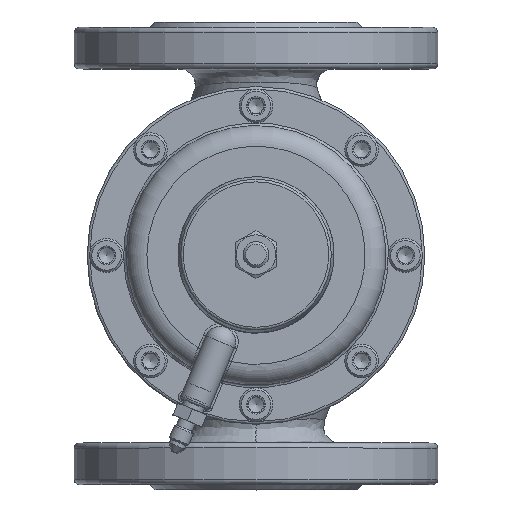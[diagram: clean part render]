
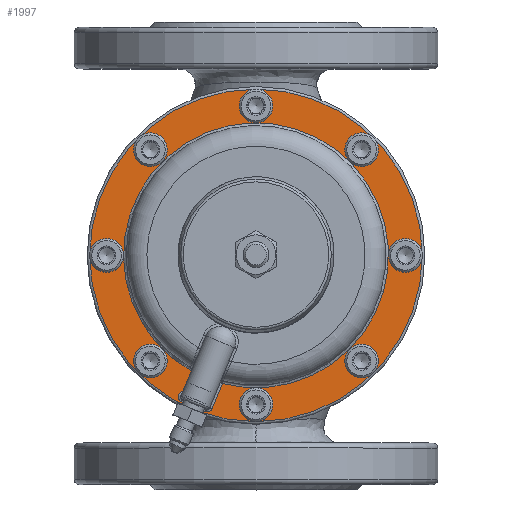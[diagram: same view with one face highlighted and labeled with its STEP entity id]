
A CAD part, top view. The second image highlights one B-rep face of the part: STEP entity #1997.
In plain terms, the highlighted face is planar.
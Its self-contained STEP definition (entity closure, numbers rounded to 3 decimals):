
#1997=ADVANCED_FACE('',(#9405,#9407,#9409,#9411,#9413,#9415,#9417,#9419,#9421,#9423),
#9425,.T.);
#9405=FACE_BOUND('',#9406,.T.);
#9406=EDGE_LOOP('',(#16962));
#9407=FACE_BOUND('',#9408,.T.);
#9408=EDGE_LOOP('',(#16963,#16964,#16965,#16966,#16967,#16968));
#9409=FACE_BOUND('',#9410,.T.);
#9410=EDGE_LOOP('',(#16969));
#9411=FACE_BOUND('',#9412,.T.);
#9412=EDGE_LOOP('',(#16970));
#9413=FACE_BOUND('',#9414,.T.);
#9414=EDGE_LOOP('',(#16971));
#9415=FACE_BOUND('',#9416,.T.);
#9416=EDGE_LOOP('',(#16972));
#9417=FACE_BOUND('',#9418,.T.);
#9418=EDGE_LOOP('',(#16973));
#9419=FACE_BOUND('',#9420,.T.);
#9420=EDGE_LOOP('',(#16974));
#9421=FACE_BOUND('',#9422,.T.);
#9422=EDGE_LOOP('',(#16975));
#9423=FACE_BOUND('',#9424,.T.);
#9424=EDGE_LOOP('',(#16976));
#9425=PLANE('',#9426);
#9426=AXIS2_PLACEMENT_3D('',#9427,#9428,#9429);
#9427=CARTESIAN_POINT('',(0.,72.,0.));
#9428=DIRECTION('',(0.,1.,0.));
#9429=DIRECTION('',(1.,0.,0.));
#16962=ORIENTED_EDGE('',*,*,#18347,.T.);
#16963=ORIENTED_EDGE('',*,*,#18348,.F.);
#16964=ORIENTED_EDGE('',*,*,#18329,.F.);
#16965=ORIENTED_EDGE('',*,*,#18349,.F.);
#16966=ORIENTED_EDGE('',*,*,#18350,.F.);
#16967=ORIENTED_EDGE('',*,*,#18351,.F.);
#16968=ORIENTED_EDGE('',*,*,#18352,.F.);
#16969=ORIENTED_EDGE('',*,*,#18353,.T.);
#16970=ORIENTED_EDGE('',*,*,#18354,.T.);
#16971=ORIENTED_EDGE('',*,*,#18355,.T.);
#16972=ORIENTED_EDGE('',*,*,#18356,.T.);
#16973=ORIENTED_EDGE('',*,*,#18357,.T.);
#16974=ORIENTED_EDGE('',*,*,#18358,.T.);
#16975=ORIENTED_EDGE('',*,*,#18359,.T.);
#16976=ORIENTED_EDGE('',*,*,#18360,.T.);
#18329=EDGE_CURVE('',#19147,#19140,#19149,.T.);
#18347=EDGE_CURVE('',#19182,#19182,#19183,.T.);
#18348=EDGE_CURVE('',#19140,#19184,#19185,.F.);
#18349=EDGE_CURVE('',#19186,#19147,#19187,.T.);
#18350=EDGE_CURVE('',#19188,#19186,#19189,.T.);
#18351=EDGE_CURVE('',#19190,#19188,#19191,.F.);
#18352=EDGE_CURVE('',#19184,#19190,#19192,.T.);
#18353=EDGE_CURVE('',#19193,#19193,#19194,.F.);
#18354=EDGE_CURVE('',#19195,#19195,#19196,.F.);
#18355=EDGE_CURVE('',#19197,#19197,#19198,.F.);
#18356=EDGE_CURVE('',#19199,#19199,#19200,.F.);
#18357=EDGE_CURVE('',#19201,#19201,#19202,.F.);
#18358=EDGE_CURVE('',#19203,#19203,#19204,.F.);
#18359=EDGE_CURVE('',#19205,#19205,#19206,.F.);
#18360=EDGE_CURVE('',#19207,#19207,#19208,.F.);
#19140=VERTEX_POINT('',#26925);
#19147=VERTEX_POINT('',#27037);
#19149=LINE('',#27045,#27046);
#19182=VERTEX_POINT('',#27228);
#19183=CIRCLE('',#27229,64.);
#19184=VERTEX_POINT('',#27233);
#19185=CIRCLE('',#27234,2.);
#19186=VERTEX_POINT('',#27238);
#19187=CIRCLE('',#27239,51.);
#19188=VERTEX_POINT('',#27243);
#19189=LINE('',#27244,#27245);
#19190=VERTEX_POINT('',#27247);
#19191=CIRCLE('',#27248,2.);
#19192=LINE('',#27252,#27253);
#19193=VERTEX_POINT('',#27255);
#19194=CIRCLE('',#27256,3.);
#19195=VERTEX_POINT('',#27260);
#19196=CIRCLE('',#27261,3.);
#19197=VERTEX_POINT('',#27265);
#19198=CIRCLE('',#27266,3.);
#19199=VERTEX_POINT('',#27270);
#19200=CIRCLE('',#27271,3.);
#19201=VERTEX_POINT('',#27275);
#19202=CIRCLE('',#27276,3.);
#19203=VERTEX_POINT('',#27280);
#19204=CIRCLE('',#27281,3.);
#19205=VERTEX_POINT('',#27285);
#19206=CIRCLE('',#27286,3.);
#19207=VERTEX_POINT('',#27290);
#19208=CIRCLE('',#27291,3.);
#26925=CARTESIAN_POINT('',(-28.224,72.,52.46));
#27037=CARTESIAN_POINT('',(-24.925,72.,44.495));
#27045=CARTESIAN_POINT('',(-24.925,72.,44.495));
#27046=VECTOR('',#27047,1.);
#27047=DIRECTION('',(-0.383,0.,0.924));
#27228=CARTESIAN_POINT('',(64.,72.,0.));
#27229=AXIS2_PLACEMENT_3D('',#27230,#27231,#27232);
#27230=CARTESIAN_POINT('',(0.,72.,0.));
#27231=DIRECTION('',(0.,1.,0.));
#27232=DIRECTION('',(1.,0.,0.));
#27233=CARTESIAN_POINT('',(-28.728,72.,56.291));
#27234=AXIS2_PLACEMENT_3D('',#27235,#27236,#27237);
#27235=CARTESIAN_POINT('',(-27.963,72.,54.443));
#27236=DIRECTION('',(0.,-1.,0.));
#27237=DIRECTION('',(-0.383,0.,0.924));
#27238=CARTESIAN_POINT('',(-12.865,72.,49.351));
#27239=AXIS2_PLACEMENT_3D('',#27240,#27241,#27242);
#27240=CARTESIAN_POINT('',(0.,72.,0.));
#27241=DIRECTION('',(0.,1.,0.));
#27242=DIRECTION('',(-0.252,0.,0.968));
#27243=CARTESIAN_POINT('',(-16.877,72.,59.035));
#27244=CARTESIAN_POINT('',(-16.877,72.,59.035));
#27245=VECTOR('',#27246,1.);
#27246=DIRECTION('',(0.383,0.,-0.924));
#27247=CARTESIAN_POINT('',(-19.49,72.,60.118));
#27248=AXIS2_PLACEMENT_3D('',#27249,#27250,#27251);
#27249=CARTESIAN_POINT('',(-18.724,72.,58.27));
#27250=DIRECTION('',(0.,-1.,0.));
#27251=DIRECTION('',(0.924,0.,0.383));
#27252=CARTESIAN_POINT('',(-28.728,72.,56.291));
#27253=VECTOR('',#27254,1.);
#27254=DIRECTION('',(0.924,0.,0.383));
#27255=CARTESIAN_POINT('',(42.78,72.,-42.78));
#27256=AXIS2_PLACEMENT_3D('',#27257,#27258,#27259);
#27257=CARTESIAN_POINT('',(40.659,72.,-40.659));
#27258=DIRECTION('',(0.,1.,0.));
#27259=DIRECTION('',(0.707,0.,-0.707));
#27260=CARTESIAN_POINT('',(0.,72.,-60.5));
#27261=AXIS2_PLACEMENT_3D('',#27262,#27263,#27264);
#27262=CARTESIAN_POINT('',(0.,72.,-57.5));
#27263=DIRECTION('',(0.,1.,0.));
#27264=DIRECTION('',(0.,0.,-1.));
#27265=CARTESIAN_POINT('',(-42.78,72.,-42.78));
#27266=AXIS2_PLACEMENT_3D('',#27267,#27268,#27269);
#27267=CARTESIAN_POINT('',(-40.659,72.,-40.659));
#27268=DIRECTION('',(0.,1.,0.));
#27269=DIRECTION('',(-0.707,0.,-0.707));
#27270=CARTESIAN_POINT('',(-60.5,72.,0.));
#27271=AXIS2_PLACEMENT_3D('',#27272,#27273,#27274);
#27272=CARTESIAN_POINT('',(-57.5,72.,0.));
#27273=DIRECTION('',(0.,1.,0.));
#27274=DIRECTION('',(-1.,0.,0.));
#27275=CARTESIAN_POINT('',(-42.78,72.,42.78));
#27276=AXIS2_PLACEMENT_3D('',#27277,#27278,#27279);
#27277=CARTESIAN_POINT('',(-40.659,72.,40.659));
#27278=DIRECTION('',(0.,1.,0.));
#27279=DIRECTION('',(-0.707,0.,0.707));
#27280=CARTESIAN_POINT('',(0.,72.,60.5));
#27281=AXIS2_PLACEMENT_3D('',#27282,#27283,#27284);
#27282=CARTESIAN_POINT('',(0.,72.,57.5));
#27283=DIRECTION('',(0.,1.,0.));
#27284=DIRECTION('',(0.,0.,1.));
#27285=CARTESIAN_POINT('',(42.78,72.,42.78));
#27286=AXIS2_PLACEMENT_3D('',#27287,#27288,#27289);
#27287=CARTESIAN_POINT('',(40.659,72.,40.659));
#27288=DIRECTION('',(0.,1.,0.));
#27289=DIRECTION('',(0.707,0.,0.707));
#27290=CARTESIAN_POINT('',(60.5,72.,0.));
#27291=AXIS2_PLACEMENT_3D('',#27292,#27293,#27294);
#27292=CARTESIAN_POINT('',(57.5,72.,0.));
#27293=DIRECTION('',(0.,1.,0.));
#27294=DIRECTION('',(1.,0.,0.));
